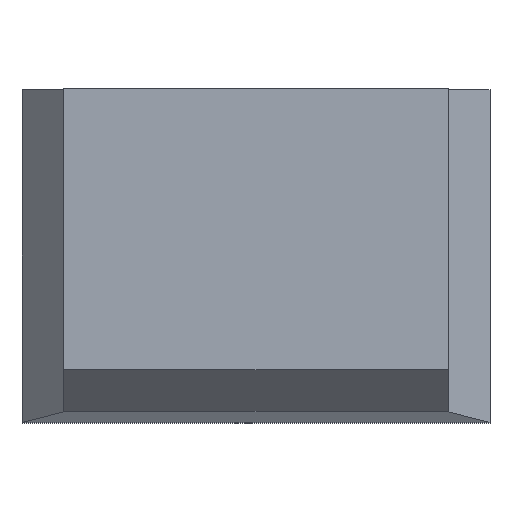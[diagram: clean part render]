
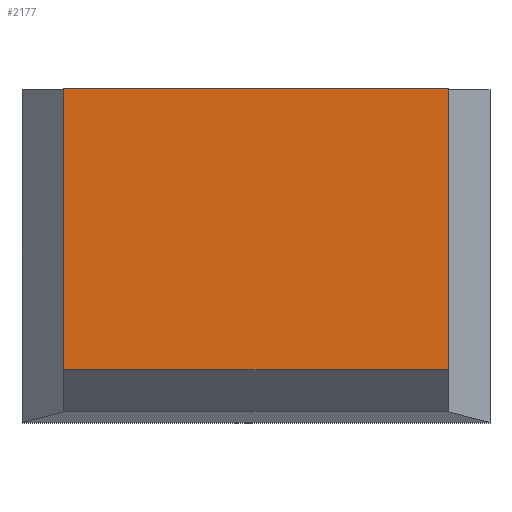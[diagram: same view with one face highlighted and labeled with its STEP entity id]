
A CAD part, top view. The second image highlights one B-rep face of the part: STEP entity #2177.
In plain terms, the highlighted planar face has unit normal (0, 0, 1).
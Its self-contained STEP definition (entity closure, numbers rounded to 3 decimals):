
#303=DIRECTION('',(1.,0.,0.));
#304=VECTOR('',#303,37.);
#305=CARTESIAN_POINT('',(-18.5,15.5,58.5));
#306=LINE('',#305,#304);
#786=DIRECTION('',(0.,1.,0.));
#787=VECTOR('',#786,27.);
#788=CARTESIAN_POINT('',(18.5,-11.5,58.5));
#789=LINE('',#788,#787);
#790=DIRECTION('',(-1.,0.,0.));
#791=VECTOR('',#790,37.);
#792=CARTESIAN_POINT('',(18.5,-11.5,58.5));
#793=LINE('',#792,#791);
#794=DIRECTION('',(0.,1.,0.));
#795=VECTOR('',#794,27.);
#796=CARTESIAN_POINT('',(-18.5,-11.5,58.5));
#797=LINE('',#796,#795);
#798=CARTESIAN_POINT('',(18.5,-11.5,58.5));
#799=CARTESIAN_POINT('',(18.5,15.5,58.5));
#800=VERTEX_POINT('',#798);
#801=VERTEX_POINT('',#799);
#802=CARTESIAN_POINT('',(-18.5,-11.5,58.5));
#803=CARTESIAN_POINT('',(-18.5,15.5,58.5));
#804=VERTEX_POINT('',#802);
#805=VERTEX_POINT('',#803);
#2166=CARTESIAN_POINT('',(-22.5,-15.5,58.5));
#2167=DIRECTION('',(0.,0.,1.));
#2168=DIRECTION('',(1.,0.,0.));
#2169=AXIS2_PLACEMENT_3D('',#2166,#2167,#2168);
#2170=PLANE('',#2169);
#2171=ORIENTED_EDGE('',*,*,#2107,.F.);
#2172=ORIENTED_EDGE('',*,*,#2161,.T.);
#2173=ORIENTED_EDGE('',*,*,#2059,.T.);
#2174=ORIENTED_EDGE('',*,*,#1334,.T.);
#2175=EDGE_LOOP('',(#2171,#2172,#2173,#2174));
#2176=FACE_OUTER_BOUND('',#2175,.F.);
#1334=EDGE_CURVE('',#805,#801,#306,.T.);
#2059=EDGE_CURVE('',#804,#805,#797,.T.);
#2107=EDGE_CURVE('',#800,#801,#789,.T.);
#2161=EDGE_CURVE('',#800,#804,#793,.T.);
#2177=ADVANCED_FACE('',(#2176),#2170,.T.);
